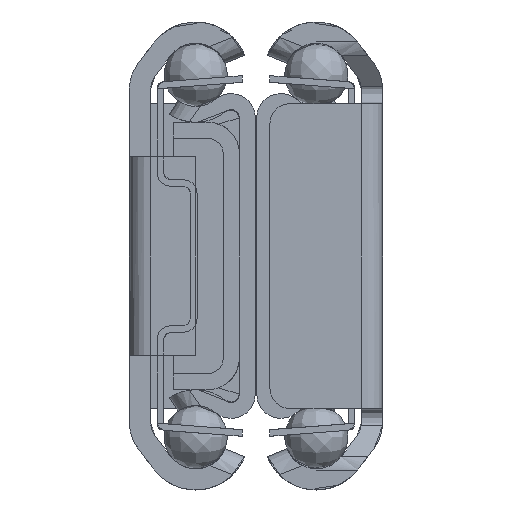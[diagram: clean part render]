
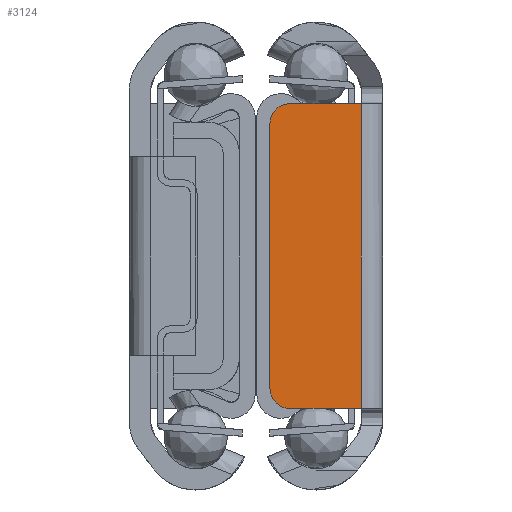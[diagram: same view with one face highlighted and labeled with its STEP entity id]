
A CAD part, left-side view. The second image highlights one B-rep face of the part: STEP entity #3124.
In plain terms, the highlighted free-form (B-spline) face has degree [1, 1] with [2, 2] control points.
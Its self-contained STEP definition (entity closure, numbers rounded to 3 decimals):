
#1913=CARTESIAN_POINT('',(-734.0,-17.5,-11.5));
#1914=VERTEX_POINT('',#1913);
#1935=CARTESIAN_POINT('',(-734.0,-17.5,11.5));
#1936=VERTEX_POINT('',#1935);
#1952=CARTESIAN_POINT('',(-734.0,-17.5,-11.5));
#1953=CARTESIAN_POINT('',(-734.0,-17.5,11.5));
#1954=QUASI_UNIFORM_CURVE('',1,(#1952,#1953),.UNSPECIFIED.,.F.,.U.);
#1955=EDGE_CURVE('',#1914,#1936,#1954,.T.);
#2257=CARTESIAN_POINT('',(-734.0,-12.1,-11.5));
#2258=VERTEX_POINT('',#2257);
#2264=CARTESIAN_POINT('',(-734.0,-10.6,-10.0));
#2265=VERTEX_POINT('',#2264);
#2266=CARTESIAN_POINT('',(-734.0,-10.6,-10.0));
#2267=CARTESIAN_POINT('',(-734.,-10.6,-11.5));
#2268=CARTESIAN_POINT('',(-734.0,-12.1,-11.5));
#2276=(BOUNDED_CURVE()B_SPLINE_CURVE(2,(#2266,#2267,#2268),.UNSPECIFIED.,.F.,.U.)CURVE()GEOMETRIC_REPRESENTATION_ITEM()QUASI_UNIFORM_CURVE()RATIONAL_B_SPLINE_CURVE((1.0,0.707,1.0))REPRESENTATION_ITEM(''));
#2277=EDGE_CURVE('',#2265,#2258,#2276,.T.);
#2318=CARTESIAN_POINT('',(-734.0,-10.6,10.0));
#2319=VERTEX_POINT('',#2318);
#2325=CARTESIAN_POINT('',(-734.0,-12.1,11.5));
#2326=VERTEX_POINT('',#2325);
#2327=CARTESIAN_POINT('',(-734.0,-12.1,11.5));
#2328=CARTESIAN_POINT('',(-734.,-10.6,11.5));
#2329=CARTESIAN_POINT('',(-734.0,-10.6,10.0));
#2337=(BOUNDED_CURVE()B_SPLINE_CURVE(2,(#2327,#2328,#2329),.UNSPECIFIED.,.F.,.U.)CURVE()GEOMETRIC_REPRESENTATION_ITEM()QUASI_UNIFORM_CURVE()RATIONAL_B_SPLINE_CURVE((1.0,0.707,1.0))REPRESENTATION_ITEM(''));
#2338=EDGE_CURVE('',#2326,#2319,#2337,.T.);
#2359=CARTESIAN_POINT('',(-734.0,-10.6,-10.0));
#2360=CARTESIAN_POINT('',(-734.0,-10.6,10.0));
#2361=QUASI_UNIFORM_CURVE('',1,(#2359,#2360),.UNSPECIFIED.,.F.,.U.);
#2362=EDGE_CURVE('',#2265,#2319,#2361,.T.);
#2403=CARTESIAN_POINT('',(-734.0,-17.5,-11.5));
#2404=CARTESIAN_POINT('',(-734.0,-12.1,-11.5));
#2405=QUASI_UNIFORM_CURVE('',1,(#2403,#2404),.UNSPECIFIED.,.F.,.U.);
#2406=EDGE_CURVE('',#1914,#2258,#2405,.T.);
#2530=CARTESIAN_POINT('',(-734.0,-12.1,11.5));
#2531=CARTESIAN_POINT('',(-734.0,-17.5,11.5));
#2532=QUASI_UNIFORM_CURVE('',1,(#2530,#2531),.UNSPECIFIED.,.F.,.U.);
#2533=EDGE_CURVE('',#2326,#1936,#2532,.T.);
#3111=CARTESIAN_POINT('',(-734.0,-17.845,12.649));
#3112=CARTESIAN_POINT('',(-734.0,-10.255,12.649));
#3113=CARTESIAN_POINT('',(-734.0,-17.845,-12.649));
#3114=CARTESIAN_POINT('',(-734.0,-10.255,-12.649));
#3115=B_SPLINE_SURFACE_WITH_KNOTS('',1,1,((#3111,#3113),(#3112,#3114)),.UNSPECIFIED.,.F.,.F.,.U.,(2,2),(2,2),(0.0,7.589),(0.0,25.298),.UNSPECIFIED.);
#3116=ORIENTED_EDGE('',*,*,#2406,.F.);
#3117=ORIENTED_EDGE('',*,*,#1955,.T.);
#3118=ORIENTED_EDGE('',*,*,#2533,.F.);
#3119=ORIENTED_EDGE('',*,*,#2338,.T.);
#3120=ORIENTED_EDGE('',*,*,#2362,.F.);
#3121=ORIENTED_EDGE('',*,*,#2277,.T.);
#3122=EDGE_LOOP('',(#3116,#3117,#3118,#3119,#3120,#3121));
#3123=FACE_OUTER_BOUND('',#3122,.T.);
#3124=ADVANCED_FACE('',(#3123),#3115,.T.);
